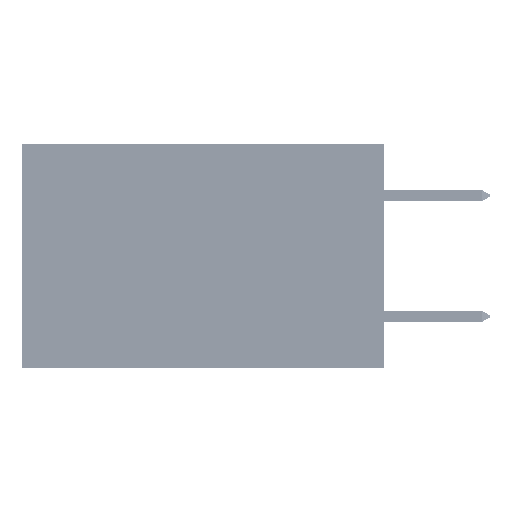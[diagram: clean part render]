
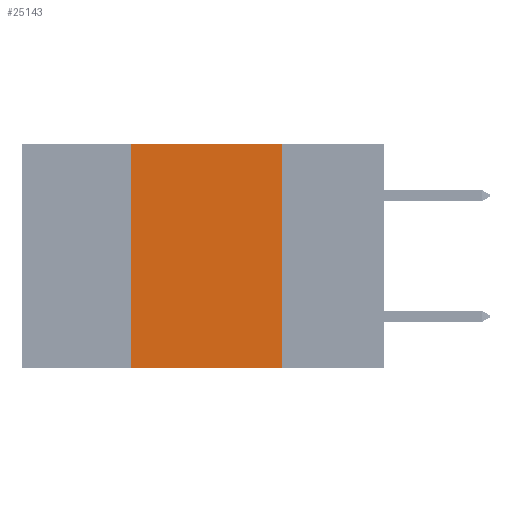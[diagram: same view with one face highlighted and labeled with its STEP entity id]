
A CAD part, left-side view. The second image highlights one B-rep face of the part: STEP entity #25143.
In plain terms, the highlighted planar face has unit normal (-1, 0, 0).
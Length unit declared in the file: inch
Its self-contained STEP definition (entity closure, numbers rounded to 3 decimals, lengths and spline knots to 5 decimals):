
#236 = CARTESIAN_POINT ( 'NONE',  ( 0., 0.42, 0. ) ) ;
#423 = EDGE_CURVE ( 'NONE', #44643, #4657, #4140, .T. ) ;
#1729 = CARTESIAN_POINT ( 'NONE',  ( 0., 0.17, 0. ) ) ;
#2372 = DIRECTION ( 'NONE',  ( 0., 0., -1. ) ) ;
#4140 = LINE ( 'NONE', #32646, #38010 ) ;
#4657 = VERTEX_POINT ( 'NONE', #46746 ) ;
#8982 = EDGE_LOOP ( 'NONE', ( #14092, #47479, #37552, #16041 ) ) ;
#9953 = VERTEX_POINT ( 'NONE', #29363 ) ;
#12783 = DIRECTION ( 'NONE',  ( 0., -1., 0. ) ) ;
#13735 = EDGE_CURVE ( 'NONE', #9953, #4657, #44810, .T. ) ;
#14092 = ORIENTED_EDGE ( 'NONE', *, *, #13735, .F. ) ;
#15571 = EDGE_CURVE ( 'NONE', #19063, #9953, #32811, .T. ) ;
#16041 = ORIENTED_EDGE ( 'NONE', *, *, #423, .T. ) ;
#19063 = VERTEX_POINT ( 'NONE', #236 ) ;
#20411 = LINE ( 'NONE', #33932, #39869 ) ;
#21950 = DIRECTION ( 'NONE',  ( 0., 0., 1. ) ) ;
#24615 = VECTOR ( 'NONE', #41998, 39.37008 ) ;
#25143 = ADVANCED_FACE ( 'NONE', ( #33560 ), #38356, .F. ) ;
#27206 = CARTESIAN_POINT ( 'NONE',  ( 0., 0.42, -0.37 ) ) ;
#29363 = CARTESIAN_POINT ( 'NONE',  ( 0., 0.17, 0. ) ) ;
#32646 = CARTESIAN_POINT ( 'NONE',  ( 0., 0.6, -0.37 ) ) ;
#32811 = LINE ( 'NONE', #49384, #24615 ) ;
#33560 = FACE_OUTER_BOUND ( 'NONE', #8982, .T. ) ;
#33932 = CARTESIAN_POINT ( 'NONE',  ( 0., 0.42, 0. ) ) ;
#34037 = DIRECTION ( 'NONE',  ( 0., 0., -1. ) ) ;
#34172 = CARTESIAN_POINT ( 'NONE',  ( 0., 0.6, 0. ) ) ;
#34182 = VECTOR ( 'NONE', #34037, 39.37008 ) ;
#37552 = ORIENTED_EDGE ( 'NONE', *, *, #42755, .F. ) ;
#38007 = DIRECTION ( 'NONE',  ( 1., 0., 0. ) ) ;
#38010 = VECTOR ( 'NONE', #12783, 39.37008 ) ;
#38356 = PLANE ( 'NONE',  #48740 ) ;
#39869 = VECTOR ( 'NONE', #21950, 39.37008 ) ;
#41998 = DIRECTION ( 'NONE',  ( 0., -1., 0. ) ) ;
#42755 = EDGE_CURVE ( 'NONE', #44643, #19063, #20411, .T. ) ;
#44643 = VERTEX_POINT ( 'NONE', #27206 ) ;
#44810 = LINE ( 'NONE', #1729, #34182 ) ;
#46746 = CARTESIAN_POINT ( 'NONE',  ( 0., 0.17, -0.37 ) ) ;
#47479 = ORIENTED_EDGE ( 'NONE', *, *, #15571, .F. ) ;
#48740 = AXIS2_PLACEMENT_3D ( 'NONE', #34172, #38007, #2372 ) ;
#49384 = CARTESIAN_POINT ( 'NONE',  ( 0., 0.6, 0. ) ) ;
